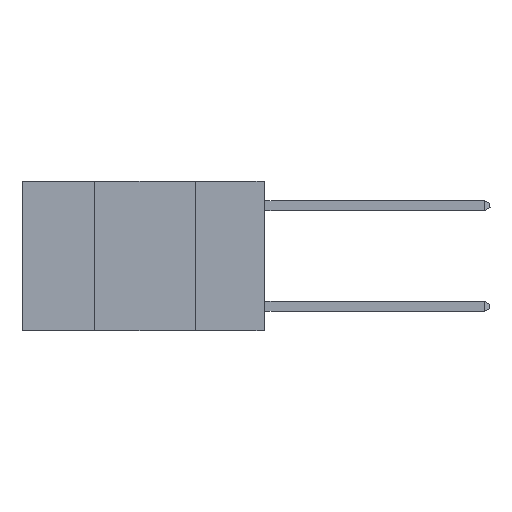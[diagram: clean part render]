
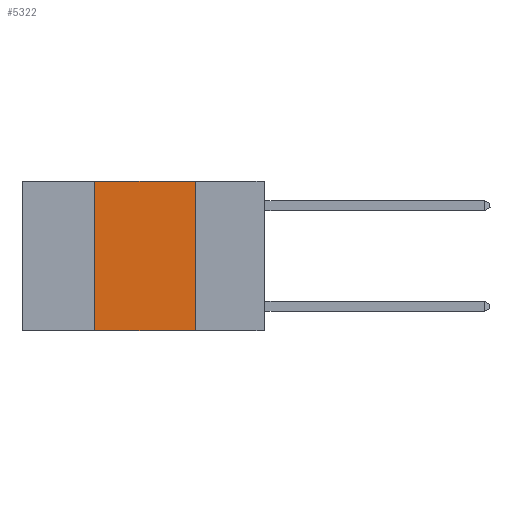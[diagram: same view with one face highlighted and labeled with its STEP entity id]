
A CAD part, left-side view. The second image highlights one B-rep face of the part: STEP entity #5322.
In plain terms, the highlighted planar face has unit normal (-1, 0, 0).
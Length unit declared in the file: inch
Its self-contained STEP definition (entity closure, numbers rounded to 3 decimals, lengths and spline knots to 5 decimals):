
#4030 = LINE ( 'NONE', #22014, #8943 ) ;
#4212 = LINE ( 'NONE', #6212, #18230 ) ;
#4430 = VERTEX_POINT ( 'NONE', #19536 ) ;
#4904 = ORIENTED_EDGE ( 'NONE', *, *, #9949, .F. ) ;
#5322 = ADVANCED_FACE ( 'NONE', ( #19220 ), #9232, .F. ) ;
#5534 = CARTESIAN_POINT ( 'NONE',  ( 0., 0.6, 0. ) ) ;
#6086 = EDGE_CURVE ( 'NONE', #22106, #4430, #4030, .T. ) ;
#6212 = CARTESIAN_POINT ( 'NONE',  ( 0., 0.17, 0. ) ) ;
#7314 = EDGE_CURVE ( 'NONE', #22106, #15658, #20800, .T. ) ;
#8560 = EDGE_CURVE ( 'NONE', #11853, #4430, #4212, .T. ) ;
#8786 = LINE ( 'NONE', #12722, #17918 ) ;
#8943 = VECTOR ( 'NONE', #16590, 39.37008 ) ;
#9232 = PLANE ( 'NONE',  #20780 ) ;
#9867 = ORIENTED_EDGE ( 'NONE', *, *, #7314, .F. ) ;
#9949 = EDGE_CURVE ( 'NONE', #15658, #11853, #8786, .T. ) ;
#11055 = DIRECTION ( 'NONE',  ( 0., 0., -1. ) ) ;
#11162 = VECTOR ( 'NONE', #13629, 39.37008 ) ;
#11853 = VERTEX_POINT ( 'NONE', #21632 ) ;
#12451 = EDGE_LOOP ( 'NONE', ( #18901, #4904, #9867, #19271 ) ) ;
#12722 = CARTESIAN_POINT ( 'NONE',  ( 0., 0.6, 0. ) ) ;
#13629 = DIRECTION ( 'NONE',  ( 0., 0., 1. ) ) ;
#14550 = DIRECTION ( 'NONE',  ( 0., -1., 0. ) ) ;
#15451 = CARTESIAN_POINT ( 'NONE',  ( 0., 0.42, 0. ) ) ;
#15658 = VERTEX_POINT ( 'NONE', #18875 ) ;
#16590 = DIRECTION ( 'NONE',  ( 0., -1., 0. ) ) ;
#17918 = VECTOR ( 'NONE', #14550, 39.37008 ) ;
#18230 = VECTOR ( 'NONE', #20758, 39.37008 ) ;
#18875 = CARTESIAN_POINT ( 'NONE',  ( 0., 0.42, 0. ) ) ;
#18901 = ORIENTED_EDGE ( 'NONE', *, *, #8560, .F. ) ;
#19220 = FACE_OUTER_BOUND ( 'NONE', #12451, .T. ) ;
#19271 = ORIENTED_EDGE ( 'NONE', *, *, #6086, .T. ) ;
#19536 = CARTESIAN_POINT ( 'NONE',  ( 0., 0.17, -0.37 ) ) ;
#20337 = CARTESIAN_POINT ( 'NONE',  ( 0., 0.42, -0.37 ) ) ;
#20758 = DIRECTION ( 'NONE',  ( 0., 0., -1. ) ) ;
#20780 = AXIS2_PLACEMENT_3D ( 'NONE', #5534, #21891, #11055 ) ;
#20800 = LINE ( 'NONE', #15451, #11162 ) ;
#21632 = CARTESIAN_POINT ( 'NONE',  ( 0., 0.17, 0. ) ) ;
#21891 = DIRECTION ( 'NONE',  ( 1., 0., 0. ) ) ;
#22014 = CARTESIAN_POINT ( 'NONE',  ( 0., 0.6, -0.37 ) ) ;
#22106 = VERTEX_POINT ( 'NONE', #20337 ) ;
